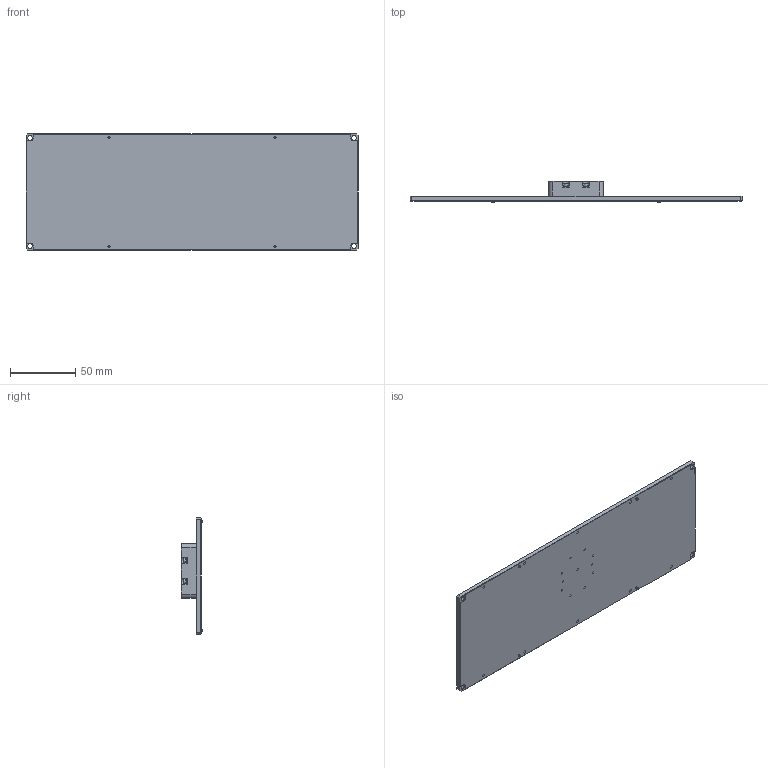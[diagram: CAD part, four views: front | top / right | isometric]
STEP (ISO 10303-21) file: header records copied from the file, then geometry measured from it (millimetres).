
FILE_DESCRIPTION (( 'STEP AP203' ), '1' );
FILE_NAME ('AM-RX-0725.STEP', '2022-03-09T21:28:18', ( '' ), ( '' ), 'SwSTEP 2.0', 'SolidWorks 2021', '' );
FILE_SCHEMA (( 'CONFIG_CONTROL_DESIGN' ));
Length unit declared in the file: millimetre
Products named in the file (1): AM-RX-0725
Bounding box: 254 x 16.19 x 88.9 mm (x, y, z)
Volume: 98425.4 mm3; surface area: 55720.2 mm2
Topology: 18 solids, 18 shells, 499 faces, 1089 edges, 674 vertices
Faces by surface type: plane 205, cylinder 176, cone 116, torus 2
Entity records: 13902 total; most frequent: CARTESIAN_POINT 2571, DIRECTION 2505, ORIENTED_EDGE 2170, EDGE_CURVE 1085, AXIS2_PLACEMENT_3D 976, VERTEX_POINT 674, EDGE_LOOP 585, LINE 553
